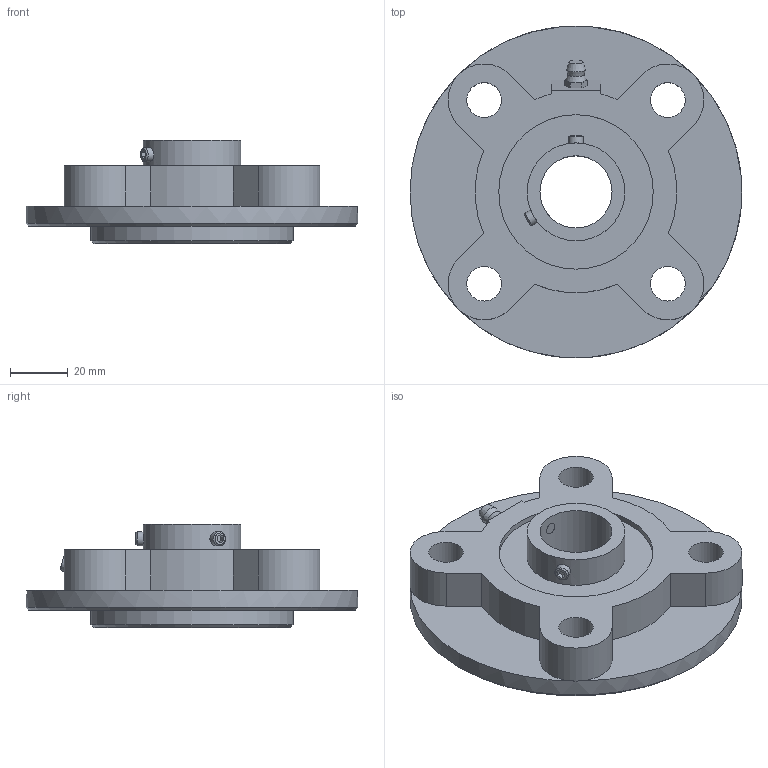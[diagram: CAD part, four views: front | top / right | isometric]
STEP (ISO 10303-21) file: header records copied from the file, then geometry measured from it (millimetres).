
FILE_DESCRIPTION( ( 'STEP AP203' ), '1' );
FILE_NAME( 'UCFC205D1(25,D1).stp', '2019-08-08T08:31:54', ( '' ), ( '' ), ' ', 'PARTsolutions', ' ' );
FILE_SCHEMA( ( 'CONFIG_CONTROL_DESIGN' ) );
Length unit declared in the file: millimetre
Products named in the file (3): UCFC205D1(25,D1); _UCFC205D1UCFC Housing; _GA-1/4-28UNFGNUCFC
Assembly tree (2 placements, depth 2):
  UCFC205D1(25,D1)
    _UCFC205D1UCFC Housing
    _GA-1/4-28UNFGNUCFC
Bounding box: 115 x 115 x 35.8 mm (x, y, z)
Volume: 145494.3 mm3; surface area: 37247.1 mm2
Topology: 2 solids, 2 shells, 87 faces, 199 edges, 127 vertices
Faces by surface type: plane 54, cylinder 26, cone 7
Full cylindrical faces by diameter (mm): 5 x2, 12 x4, 25 x1, 33.9 x2, 53.5 x1, 55 x1, 70 x1, 115 x1
Entity records: 2652 total; most frequent: CARTESIAN_POINT 624, DIRECTION 414, ORIENTED_EDGE 348, EDGE_CURVE 174, AXIS2_PLACEMENT_3D 156, EDGE_LOOP 128, VERTEX_POINT 122, LINE 102
